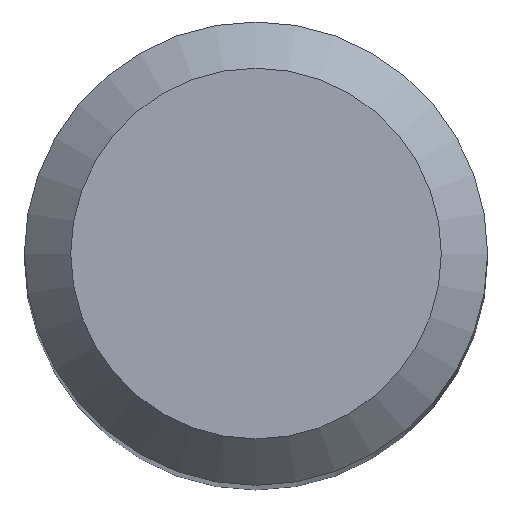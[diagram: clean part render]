
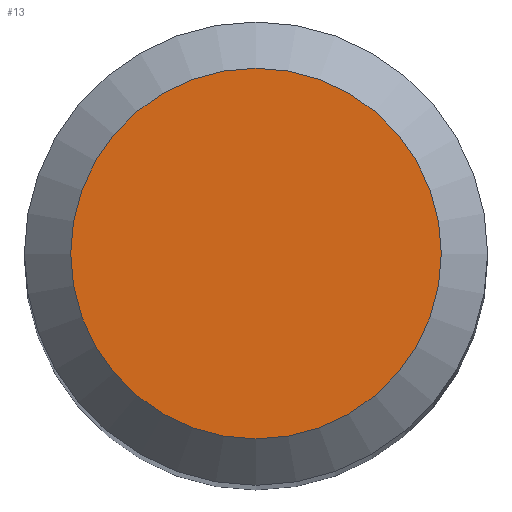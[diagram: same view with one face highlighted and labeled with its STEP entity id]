
A CAD part, top view. The second image highlights one B-rep face of the part: STEP entity #13.
In plain terms, the highlighted planar face has unit normal (0, 0, 1).
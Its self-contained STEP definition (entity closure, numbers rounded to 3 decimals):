
#1 = AXIS2_PLACEMENT_3D ( 'NONE', #208, #150, #74 ) ;
#13 = ADVANCED_FACE ( 'NONE', ( #98 ), #173, .F. ) ;
#37 = DIRECTION ( 'NONE',  ( 0., 0., -1. ) ) ;
#52 = DIRECTION ( 'NONE',  ( 0., 1., 0. ) ) ;
#58 = ORIENTED_EDGE ( 'NONE', *, *, #242, .F. ) ;
#74 = DIRECTION ( 'NONE',  ( 0., 1., 0. ) ) ;
#80 = CIRCLE ( 'NONE', #153, 3.2 ) ;
#98 = FACE_OUTER_BOUND ( 'NONE', #101, .T. ) ;
#101 = EDGE_LOOP ( 'NONE', ( #58 ) ) ;
#149 = VERTEX_POINT ( 'NONE', #188 ) ;
#150 = DIRECTION ( 'NONE',  ( 0., 0., -1. ) ) ;
#153 = AXIS2_PLACEMENT_3D ( 'NONE', #219, #37, #52 ) ;
#173 = PLANE ( 'NONE',  #1 ) ;
#188 = CARTESIAN_POINT ( 'NONE',  ( 0., 3.2, 102. ) ) ;
#208 = CARTESIAN_POINT ( 'NONE',  ( 0., 0., 102. ) ) ;
#219 = CARTESIAN_POINT ( 'NONE',  ( 0., 0., 102. ) ) ;
#242 = EDGE_CURVE ( 'NONE', #149, #149, #80, .T. ) ;
